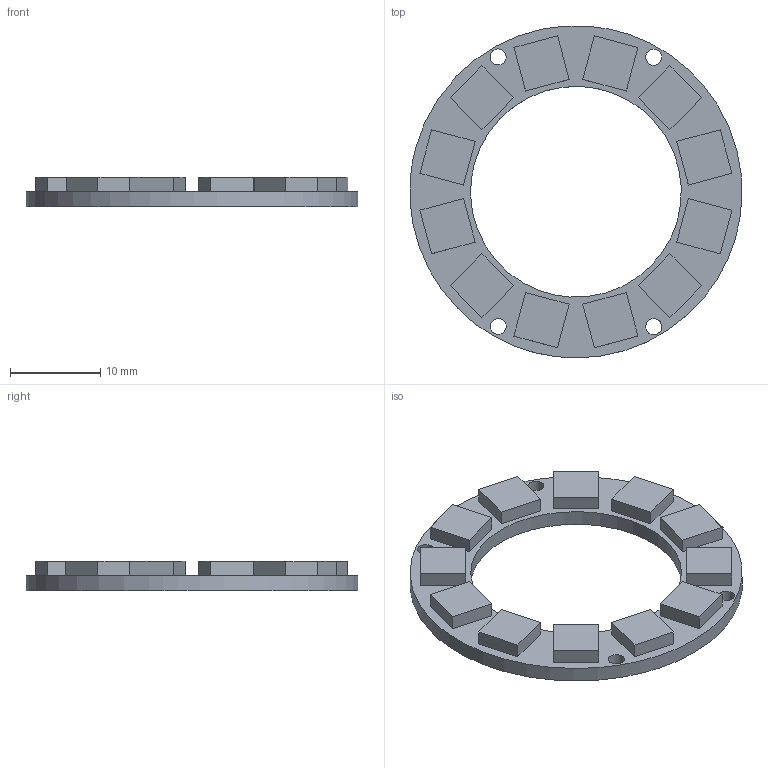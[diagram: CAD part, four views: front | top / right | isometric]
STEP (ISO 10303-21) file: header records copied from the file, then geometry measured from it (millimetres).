
FILE_DESCRIPTION(/* description */ (''),/* implementation_level */ '2;1');
FILE_NAME(/* name */ 'neopixel-ring-12',/* time_stamp */ '2020-03-20T12:22:07-05:00',/* author */ (''),/* organization */ (''),/* preprocessor_version */ 'ST-DEVELOPER v16.5',/* originating_system */ '',/* authorisation */ '');
FILE_SCHEMA (('AUTOMOTIVE_DESIGN_CC2'));
Length unit declared in the file: millimetre
Products named in the file (1): Document
Bounding box: 36.8 x 36.79 x 3.3 mm (x, y, z)
Volume: 1544.5 mm3; surface area: 2599.1 mm2
Topology: 13 solids, 13 shells, 80 faces, 162 edges, 108 vertices
Faces by surface type: plane 58, bspline 22
Entity records: 2077 total; most frequent: CARTESIAN_POINT 828, ORIENTED_EDGE 324, EDGE_CURVE 162, B_SPLINE_CURVE_WITH_KNOTS 144, VERTEX_POINT 108, EDGE_LOOP 90, ADVANCED_FACE 80, FACE_OUTER_BOUND 80
